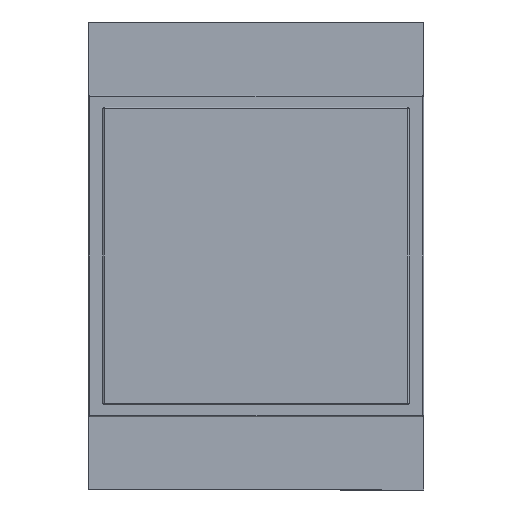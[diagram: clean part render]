
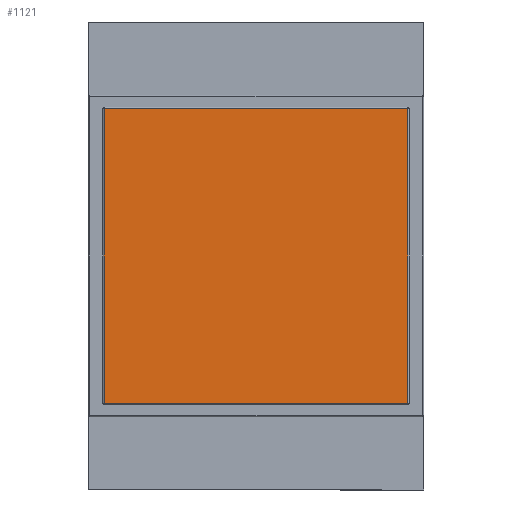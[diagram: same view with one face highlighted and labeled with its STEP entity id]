
A CAD part, front view. The second image highlights one B-rep face of the part: STEP entity #1121.
In plain terms, the highlighted planar face has unit normal (0, -1, 0).
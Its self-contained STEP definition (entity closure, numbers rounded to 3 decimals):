
#173=FACE_OUTER_BOUND('',#250,.T.);
#250=EDGE_LOOP('',(#904,#905,#906,#907));
#340=LINE('',#1878,#436);
#344=LINE('',#1901,#440);
#348=LINE('',#1910,#444);
#352=LINE('',#1919,#448);
#436=VECTOR('',#1506,10.);
#440=VECTOR('',#1532,10.);
#444=VECTOR('',#1542,10.);
#448=VECTOR('',#1552,10.);
#522=VERTEX_POINT('',#1867);
#523=VERTEX_POINT('',#1871);
#528=VERTEX_POINT('',#1887);
#531=VERTEX_POINT('',#1894);
#642=EDGE_CURVE('',#523,#522,#340,.T.);
#653=EDGE_CURVE('',#531,#523,#344,.T.);
#658=EDGE_CURVE('',#528,#531,#348,.T.);
#663=EDGE_CURVE('',#522,#528,#352,.T.);
#904=ORIENTED_EDGE('',*,*,#642,.F.);
#905=ORIENTED_EDGE('',*,*,#653,.F.);
#906=ORIENTED_EDGE('',*,*,#658,.F.);
#907=ORIENTED_EDGE('',*,*,#663,.F.);
#1068=PLANE('',#1291);
#1121=ADVANCED_FACE('',(#173),#1068,.T.);
#1291=AXIS2_PLACEMENT_3D('',#1931,#1566,#1567);
#1506=DIRECTION('',(0.,0.,1.));
#1532=DIRECTION('',(-1.,0.,0.));
#1542=DIRECTION('',(0.,0.,-1.));
#1552=DIRECTION('',(1.,0.,0.));
#1566=DIRECTION('center_axis',(0.,-1.,0.));
#1567=DIRECTION('ref_axis',(0.,0.,-1.));
#1867=CARTESIAN_POINT('',(-21.725,0.,21.1));
#1871=CARTESIAN_POINT('',(-21.725,0.,-21.1));
#1878=CARTESIAN_POINT('',(-21.725,0.,-10.65));
#1887=CARTESIAN_POINT('',(21.725,0.,21.1));
#1894=CARTESIAN_POINT('',(21.725,0.,-21.1));
#1901=CARTESIAN_POINT('',(10.963,0.,-21.1));
#1910=CARTESIAN_POINT('',(21.725,0.,10.65));
#1919=CARTESIAN_POINT('',(-10.963,0.,21.1));
#1931=CARTESIAN_POINT('Origin',(0.,0.,0.));
